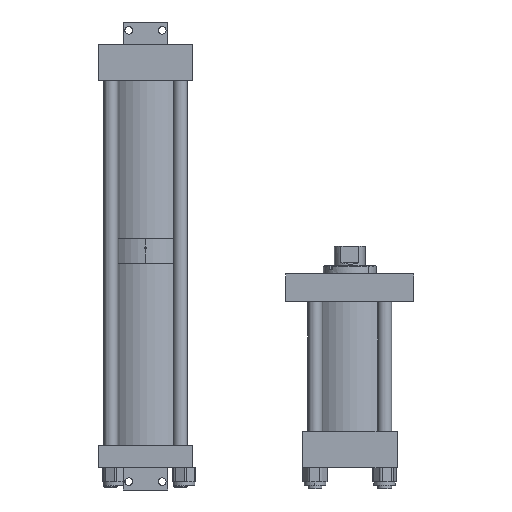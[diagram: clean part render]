
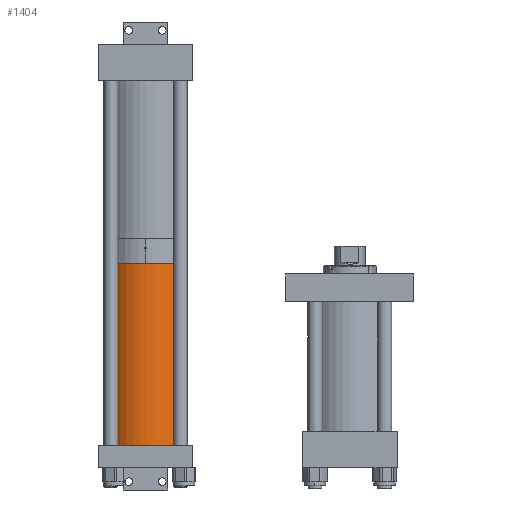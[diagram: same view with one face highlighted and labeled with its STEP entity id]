
A CAD part, front view. The second image highlights one B-rep face of the part: STEP entity #1404.
In plain terms, the highlighted cylindrical face has radius 47.625 mm (diameter 95.25 mm), a partial arc.
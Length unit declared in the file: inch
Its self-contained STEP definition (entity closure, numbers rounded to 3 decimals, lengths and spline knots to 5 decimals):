
#700 = CYLINDRICAL_SURFACE ( 'NONE', #15093, 1.875 ) ;
#1056 = CARTESIAN_POINT ( 'NONE',  ( 8.165, 0., 1.875 ) ) ;
#1305 = VECTOR ( 'NONE', #11905, 39.37008 ) ;
#1327 = DIRECTION ( 'NONE',  ( 1., 0., 0. ) ) ;
#1404 = ADVANCED_FACE ( 'NONE', ( #14759 ), #700, .T. ) ;
#1575 = ORIENTED_EDGE ( 'NONE', *, *, #13509, .T. ) ;
#2002 = VERTEX_POINT ( 'NONE', #7425 ) ;
#2096 = CIRCLE ( 'NONE', #14629, 1.875 ) ;
#2256 = VECTOR ( 'NONE', #6196, 39.37008 ) ;
#2678 = DIRECTION ( 'NONE',  ( -1., 0., 0. ) ) ;
#3132 = EDGE_CURVE ( 'NONE', #11972, #9858, #2096, .T. ) ;
#3319 = CARTESIAN_POINT ( 'NONE',  ( 8.165, 0., 1.875 ) ) ;
#4261 = LINE ( 'NONE', #12890, #2256 ) ;
#5199 = CARTESIAN_POINT ( 'NONE',  ( 0., 0., 0. ) ) ;
#6196 = DIRECTION ( 'NONE',  ( -1., 0., 0. ) ) ;
#6418 = AXIS2_PLACEMENT_3D ( 'NONE', #5199, #13870, #7172 ) ;
#7172 = DIRECTION ( 'NONE',  ( 0., 0., -1. ) ) ;
#7425 = CARTESIAN_POINT ( 'NONE',  ( 0., 0., -1.875 ) ) ;
#7926 = CARTESIAN_POINT ( 'NONE',  ( 8.165, 0., 0. ) ) ;
#9280 = CARTESIAN_POINT ( 'NONE',  ( 8.165, 0., 0. ) ) ;
#9858 = VERTEX_POINT ( 'NONE', #1056 ) ;
#9893 = DIRECTION ( 'NONE',  ( 0., 0., -1. ) ) ;
#9916 = LINE ( 'NONE', #3319, #1305 ) ;
#10746 = CIRCLE ( 'NONE', #6418, 1.875 ) ;
#10754 = ORIENTED_EDGE ( 'NONE', *, *, #13471, .F. ) ;
#11241 = DIRECTION ( 'NONE',  ( 0., 0., 1. ) ) ;
#11479 = ORIENTED_EDGE ( 'NONE', *, *, #3132, .F. ) ;
#11841 = EDGE_LOOP ( 'NONE', ( #11479, #1575, #12360, #10754 ) ) ;
#11905 = DIRECTION ( 'NONE',  ( -1., 0., 0. ) ) ;
#11972 = VERTEX_POINT ( 'NONE', #13336 ) ;
#12101 = CARTESIAN_POINT ( 'NONE',  ( 0., 0., 1.875 ) ) ;
#12121 = EDGE_CURVE ( 'NONE', #2002, #13298, #10746, .T. ) ;
#12360 = ORIENTED_EDGE ( 'NONE', *, *, #12121, .T. ) ;
#12890 = CARTESIAN_POINT ( 'NONE',  ( 8.165, 0., -1.875 ) ) ;
#13298 = VERTEX_POINT ( 'NONE', #12101 ) ;
#13336 = CARTESIAN_POINT ( 'NONE',  ( 8.165, 0., -1.875 ) ) ;
#13471 = EDGE_CURVE ( 'NONE', #9858, #13298, #9916, .T. ) ;
#13509 = EDGE_CURVE ( 'NONE', #11972, #2002, #4261, .T. ) ;
#13870 = DIRECTION ( 'NONE',  ( 1., 0., 0. ) ) ;
#14629 = AXIS2_PLACEMENT_3D ( 'NONE', #7926, #1327, #9893 ) ;
#14759 = FACE_OUTER_BOUND ( 'NONE', #11841, .T. ) ;
#15093 = AXIS2_PLACEMENT_3D ( 'NONE', #9280, #2678, #11241 ) ;
